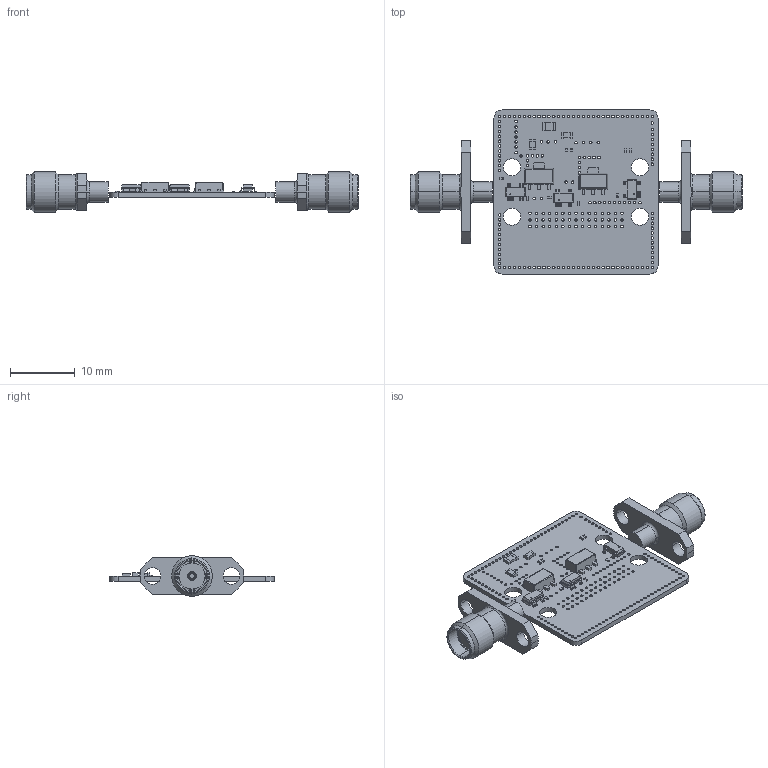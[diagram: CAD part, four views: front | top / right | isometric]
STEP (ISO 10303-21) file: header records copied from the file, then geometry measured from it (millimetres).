
FILE_DESCRIPTION(('KiCad electronic assembly'),'2;1');
FILE_NAME('BaseBandAmp_03202018.stp','2018-03-27T13:07:49',('An Author') ,('A Company'),'Open CASCADE STEP processor 6.8', 'KiCad to STEP converter','Unknown');
FILE_SCHEMA(('AUTOMOTIVE_DESIGN_CC2 { 1 2 10303 214 -1 1 5 4 }'));
Length unit declared in the file: millimetre
Products named in the file (14): Open CASCADE STEP translator 6.8 1; RESISTOR_0603; SOLID; SMA_Flange_Socket; CAP_0201; SOT143-4; COMPOUND; SOT-89; RESISTOR_0805
Assembly tree (26 placements, depth 3):
  Open CASCADE STEP translator 6.8 1
    RESISTOR_0603  x2
      SOLID
    SMA_Flange_Socket  x2
      SOLID
    CAP_0201  x9
      SOLID
    SOT143-4  x3
      COMPOUND
    SOT-89  x2
      SOLID
    RESISTOR_0805
      SOLID
    COMPOUND
Bounding box: 51.36 x 25.4 x 6.26 mm (x, y, z)
Volume: 1125.5 mm3; surface area: 2595.1 mm2
Topology: 32 solids, 74 shells, 1098 faces, 2748 edges, 1766 vertices
Faces by surface type: cylinder 498, plane 452, torus 80, cone 60, sphere 8
Full cylindrical faces by diameter (mm): 0.152 x3, 0.381 x199, 2.667 x4
Entity records: 45265 total; most frequent: CARTESIAN_POINT 19368, DIRECTION 4357, ORIENTED_EDGE 2492, PCURVE 2492, DEFINITIONAL_REPRESENTATION 2492, LINE 2135, VECTOR 2135, EDGE_CURVE 1274
